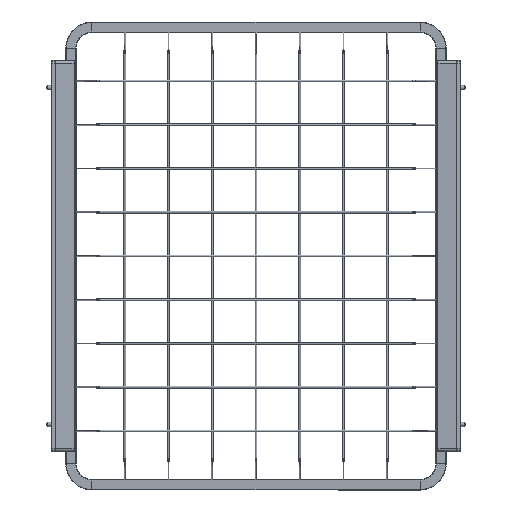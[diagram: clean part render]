
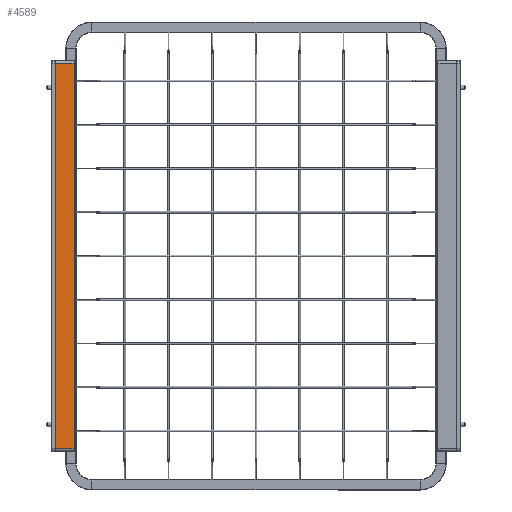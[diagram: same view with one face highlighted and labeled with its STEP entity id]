
A CAD part, front view. The second image highlights one B-rep face of the part: STEP entity #4589.
In plain terms, the highlighted planar face has unit normal (0.018, -1, 0).
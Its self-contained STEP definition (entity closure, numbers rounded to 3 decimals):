
#682 = AXIS2_PLACEMENT_3D ( 'NONE', #15098, #1675, #10417 ) ;
#790 = CARTESIAN_POINT ( 'NONE',  ( 21.509, -10.625, -220.125 ) ) ;
#1429 = EDGE_CURVE ( 'NONE', #11180, #2384, #9323, .T. ) ;
#1633 = LINE ( 'NONE', #5334, #10849 ) ;
#1675 = DIRECTION ( 'NONE',  ( 0.017, -1., 0. ) ) ;
#2292 = DIRECTION ( 'NONE',  ( 1., 0.017, 0.017 ) ) ;
#2384 = VERTEX_POINT ( 'NONE', #11377 ) ;
#2504 = VERTEX_POINT ( 'NONE', #4038 ) ;
#3188 = DIRECTION ( 'NONE',  ( 0., 0., 1. ) ) ;
#3846 = EDGE_CURVE ( 'NONE', #2504, #8178, #1633, .T. ) ;
#3851 = CARTESIAN_POINT ( 'NONE',  ( 0., -11., -220.5 ) ) ;
#4038 = CARTESIAN_POINT ( 'NONE',  ( 0., -11., 220.5 ) ) ;
#4042 = VECTOR ( 'NONE', #3188, 1000. ) ;
#4589 = ADVANCED_FACE ( 'NONE', ( #10176 ), #15179, .T. ) ;
#5314 = ORIENTED_EDGE ( 'NONE', *, *, #16071, .T. ) ;
#5334 = CARTESIAN_POINT ( 'NONE',  ( 0., -11., 223.5 ) ) ;
#6382 = EDGE_CURVE ( 'NONE', #2384, #2504, #15957, .T. ) ;
#7129 = CARTESIAN_POINT ( 'NONE',  ( 21.509, -10.625, 220.116 ) ) ;
#8146 = VECTOR ( 'NONE', #2292, 1000. ) ;
#8178 = VERTEX_POINT ( 'NONE', #3851 ) ;
#8804 = EDGE_LOOP ( 'NONE', ( #5314, #11504, #14053, #13909 ) ) ;
#9323 = LINE ( 'NONE', #7129, #4042 ) ;
#9480 = VECTOR ( 'NONE', #10714, 1000. ) ;
#9579 = CARTESIAN_POINT ( 'NONE',  ( 7.745, -10.865, -220.365 ) ) ;
#9654 = CARTESIAN_POINT ( 'NONE',  ( -0.052, -11.001, 220.501 ) ) ;
#10176 = FACE_OUTER_BOUND ( 'NONE', #8804, .T. ) ;
#10211 = DIRECTION ( 'NONE',  ( 0., 0., -1. ) ) ;
#10417 = DIRECTION ( 'NONE',  ( 1., 0.017, 0. ) ) ;
#10714 = DIRECTION ( 'NONE',  ( -1., -0.017, 0.017 ) ) ;
#10849 = VECTOR ( 'NONE', #10211, 1000. ) ;
#11180 = VERTEX_POINT ( 'NONE', #790 ) ;
#11377 = CARTESIAN_POINT ( 'NONE',  ( 21.509, -10.625, 220.125 ) ) ;
#11504 = ORIENTED_EDGE ( 'NONE', *, *, #1429, .T. ) ;
#12119 = LINE ( 'NONE', #9579, #8146 ) ;
#13909 = ORIENTED_EDGE ( 'NONE', *, *, #3846, .T. ) ;
#14053 = ORIENTED_EDGE ( 'NONE', *, *, #6382, .T. ) ;
#15098 = CARTESIAN_POINT ( 'NONE',  ( 0., -11., 223.5 ) ) ;
#15179 = PLANE ( 'NONE',  #682 ) ;
#15957 = LINE ( 'NONE', #9654, #9480 ) ;
#16071 = EDGE_CURVE ( 'NONE', #8178, #11180, #12119, .T. ) ;
